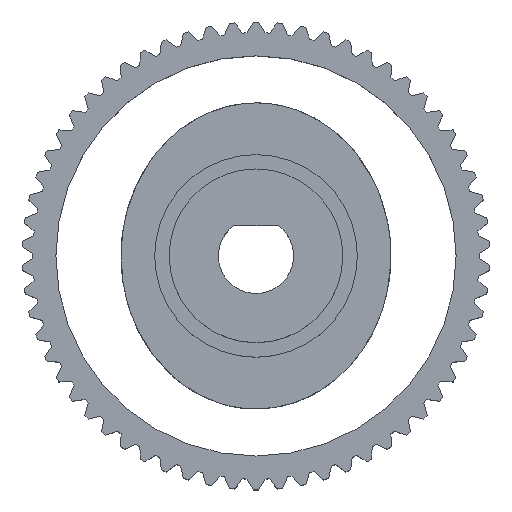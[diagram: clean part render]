
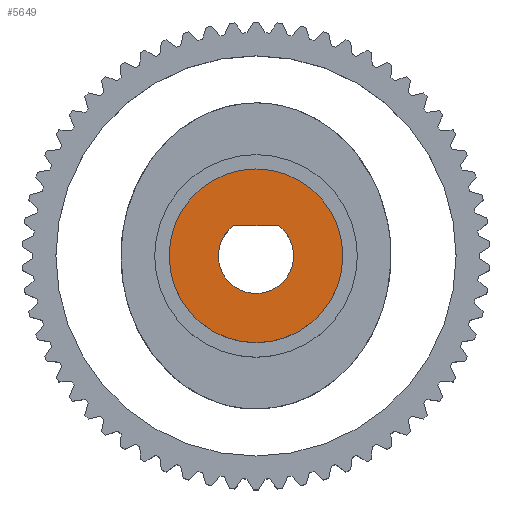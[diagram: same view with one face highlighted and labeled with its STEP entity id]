
A CAD part, top view. The second image highlights one B-rep face of the part: STEP entity #5649.
In plain terms, the highlighted planar face has unit normal (0, 0, 1).
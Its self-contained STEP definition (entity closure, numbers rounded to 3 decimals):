
#81=FACE_BOUND('',#2397,.T.);
#336=PLANE('',#5957);
#1092=LINE('',#13333,#1847);
#1847=VECTOR('',#7269,10.);
#2122=FACE_OUTER_BOUND('',#2396,.T.);
#2396=EDGE_LOOP('',(#5367));
#2397=EDGE_LOOP('',(#5368,#5369,#5370));
#2417=CIRCLE('',#5951,2.6);
#2418=CIRCLE('',#5952,2.6);
#2419=CIRCLE('',#5955,6.);
#2956=VERTEX_POINT('',#13324);
#2957=VERTEX_POINT('',#13326);
#2958=VERTEX_POINT('',#13329);
#2959=VERTEX_POINT('',#13335);
#3758=EDGE_CURVE('',#2957,#2956,#2417,.T.);
#3761=EDGE_CURVE('',#2956,#2958,#2418,.T.);
#3762=EDGE_CURVE('',#2958,#2957,#1092,.T.);
#3763=EDGE_CURVE('',#2959,#2959,#2419,.T.);
#5367=ORIENTED_EDGE('',*,*,#3763,.T.);
#5368=ORIENTED_EDGE('',*,*,#3758,.T.);
#5369=ORIENTED_EDGE('',*,*,#3761,.T.);
#5370=ORIENTED_EDGE('',*,*,#3762,.T.);
#5649=ADVANCED_FACE('',(#2122,#81),#336,.T.);
#5951=AXIS2_PLACEMENT_3D('',#13327,#7261,#7262);
#5952=AXIS2_PLACEMENT_3D('',#13331,#7265,#7266);
#5955=AXIS2_PLACEMENT_3D('',#13336,#7272,#7273);
#5957=AXIS2_PLACEMENT_3D('',#13340,#7277,#7278);
#7261=DIRECTION('center_axis',(0.,0.,-1.));
#7262=DIRECTION('ref_axis',(-0.59,0.808,0.));
#7265=DIRECTION('center_axis',(0.,0.,-1.));
#7266=DIRECTION('ref_axis',(-0.59,0.808,0.));
#7269=DIRECTION('',(1.,0.,0.));
#7272=DIRECTION('center_axis',(0.,0.,1.));
#7273=DIRECTION('ref_axis',(-1.,0.,0.));
#7277=DIRECTION('center_axis',(0.,0.,1.));
#7278=DIRECTION('ref_axis',(-1.,0.,0.));
#13324=CARTESIAN_POINT('',(12.021,9.588,9.362));
#13326=CARTESIAN_POINT('',(12.021,13.788,9.362));
#13327=CARTESIAN_POINT('Origin',(10.488,11.688,9.362));
#13329=CARTESIAN_POINT('',(8.955,13.788,9.362));
#13331=CARTESIAN_POINT('Origin',(10.488,11.688,9.362));
#13333=CARTESIAN_POINT('',(8.955,13.788,9.362));
#13335=CARTESIAN_POINT('',(16.488,11.688,9.362));
#13336=CARTESIAN_POINT('Origin',(10.488,11.688,9.362));
#13340=CARTESIAN_POINT('Origin',(10.488,11.688,9.362));
